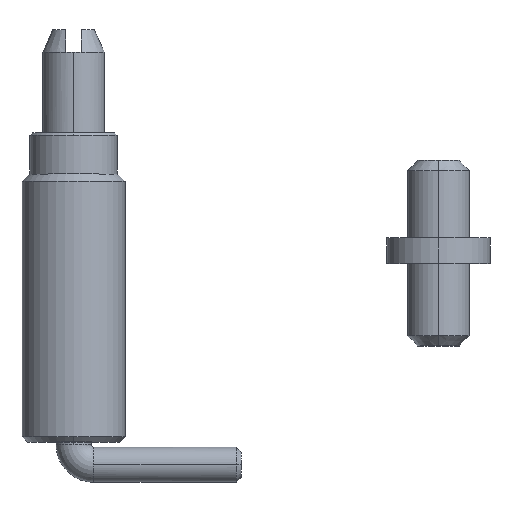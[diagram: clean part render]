
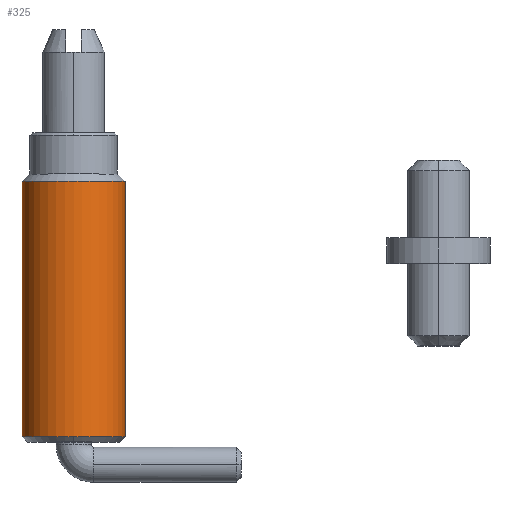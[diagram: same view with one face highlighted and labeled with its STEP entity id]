
A CAD part, top view. The second image highlights one B-rep face of the part: STEP entity #325.
In plain terms, the highlighted cylindrical face has radius 5 mm (diameter 10 mm), a partial arc.
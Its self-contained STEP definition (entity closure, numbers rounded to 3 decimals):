
#60 = DIRECTION ( 'NONE',  ( 0., 1., 0. ) ) ;
#64 = EDGE_LOOP ( 'NONE', ( #485, #576, #1544, #732, #1323 ) ) ;
#113 = AXIS2_PLACEMENT_3D ( 'NONE', #796, #1528, #918 ) ;
#123 = DIRECTION ( 'NONE',  ( 0., -1., 0. ) ) ;
#152 = CARTESIAN_POINT ( 'NONE',  ( -5., 25.3, 0. ) ) ;
#217 = VERTEX_POINT ( 'NONE', #152 ) ;
#284 = DIRECTION ( 'NONE',  ( 0., 1., 0. ) ) ;
#316 = DIRECTION ( 'NONE',  ( 1., 0., 0. ) ) ;
#325 = ADVANCED_FACE ( 'NONE', ( #1166 ), #926, .T. ) ;
#397 = EDGE_CURVE ( 'NONE', #890, #1336, #678, .T. ) ;
#450 = CARTESIAN_POINT ( 'NONE',  ( 0., 0.5, 0. ) ) ;
#485 = ORIENTED_EDGE ( 'NONE', *, *, #914, .F. ) ;
#502 = AXIS2_PLACEMENT_3D ( 'NONE', #1127, #123, #1251 ) ;
#544 = CIRCLE ( 'NONE', #502, 5. ) ;
#576 = ORIENTED_EDGE ( 'NONE', *, *, #1001, .T. ) ;
#600 = VECTOR ( 'NONE', #816, 1000. ) ;
#654 = CIRCLE ( 'NONE', #113, 5. ) ;
#678 = LINE ( 'NONE', #1276, #600 ) ;
#682 = DIRECTION ( 'NONE',  ( 0., 1., 0. ) ) ;
#732 = ORIENTED_EDGE ( 'NONE', *, *, #397, .T. ) ;
#791 = CARTESIAN_POINT ( 'NONE',  ( 5., 25.3, 0. ) ) ;
#796 = CARTESIAN_POINT ( 'NONE',  ( 0., 0.5, 0. ) ) ;
#816 = DIRECTION ( 'NONE',  ( 0., 1., 0. ) ) ;
#827 = AXIS2_PLACEMENT_3D ( 'NONE', #450, #682, #1067 ) ;
#832 = CARTESIAN_POINT ( 'NONE',  ( -5., 0.5, 0. ) ) ;
#890 = VERTEX_POINT ( 'NONE', #1388 ) ;
#892 = CARTESIAN_POINT ( 'NONE',  ( -5., -5., 0. ) ) ;
#906 = CIRCLE ( 'NONE', #827, 5. ) ;
#914 = EDGE_CURVE ( 'NONE', #1538, #217, #1256, .T. ) ;
#918 = DIRECTION ( 'NONE',  ( -1., 0., 0. ) ) ;
#926 = CYLINDRICAL_SURFACE ( 'NONE', #1086, 5. ) ;
#1001 = EDGE_CURVE ( 'NONE', #1538, #1188, #906, .T. ) ;
#1067 = DIRECTION ( 'NONE',  ( -1., 0., 0. ) ) ;
#1086 = AXIS2_PLACEMENT_3D ( 'NONE', #1419, #60, #316 ) ;
#1127 = CARTESIAN_POINT ( 'NONE',  ( 0., 25.3, 0. ) ) ;
#1166 = FACE_OUTER_BOUND ( 'NONE', #64, .T. ) ;
#1188 = VERTEX_POINT ( 'NONE', #1563 ) ;
#1241 = EDGE_CURVE ( 'NONE', #1336, #217, #544, .T. ) ;
#1251 = DIRECTION ( 'NONE',  ( -1., 0., 0. ) ) ;
#1256 = LINE ( 'NONE', #892, #1400 ) ;
#1276 = CARTESIAN_POINT ( 'NONE',  ( 5., -5., 0. ) ) ;
#1323 = ORIENTED_EDGE ( 'NONE', *, *, #1241, .T. ) ;
#1336 = VERTEX_POINT ( 'NONE', #791 ) ;
#1388 = CARTESIAN_POINT ( 'NONE',  ( 5., 0.5, 0. ) ) ;
#1400 = VECTOR ( 'NONE', #284, 1000. ) ;
#1419 = CARTESIAN_POINT ( 'NONE',  ( 0., -5., 0. ) ) ;
#1458 = EDGE_CURVE ( 'NONE', #1188, #890, #654, .T. ) ;
#1528 = DIRECTION ( 'NONE',  ( 0., 1., 0. ) ) ;
#1538 = VERTEX_POINT ( 'NONE', #832 ) ;
#1544 = ORIENTED_EDGE ( 'NONE', *, *, #1458, .T. ) ;
#1563 = CARTESIAN_POINT ( 'NONE',  ( 0., 0.5, 5. ) ) ;
